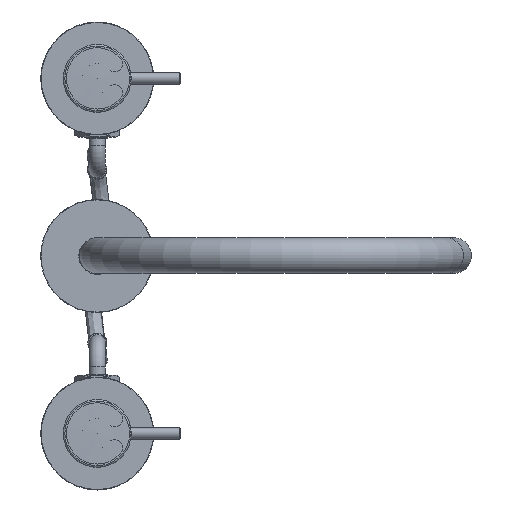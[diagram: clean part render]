
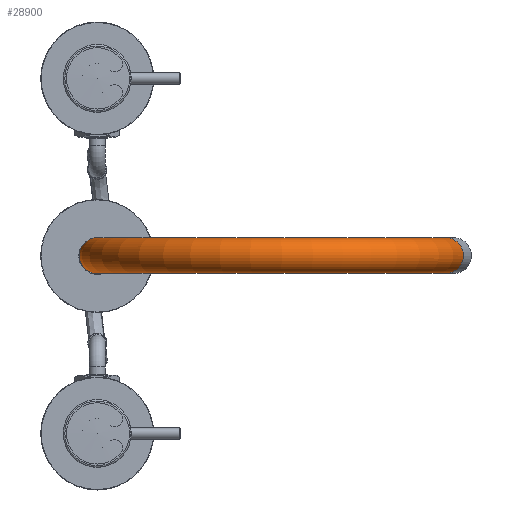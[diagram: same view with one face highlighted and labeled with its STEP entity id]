
A CAD part, top view. The second image highlights one B-rep face of the part: STEP entity #28900.
In plain terms, the highlighted toroidal (fillet/blend) face has major radius 110 mm and minor radius 11 mm.
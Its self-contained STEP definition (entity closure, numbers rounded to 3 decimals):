
#6772=ORIENTED_EDGE('',*,*,#10242,.F.);
#6773=ORIENTED_EDGE('',*,*,#10243,.T.);
#10242=EDGE_CURVE('',#12304,#12304,#13797,.T.);
#10243=EDGE_CURVE('',#12305,#12305,#13798,.T.);
#12304=VERTEX_POINT('',#46400);
#12305=VERTEX_POINT('',#46403);
#13797=CIRCLE('',#31571,11.);
#13798=CIRCLE('',#31573,11.);
#15551=EDGE_LOOP('',(#6772));
#15552=EDGE_LOOP('',(#6773));
#17872=FACE_BOUND('',#15551,.T.);
#17873=FACE_BOUND('',#15552,.T.);
#19192=TOROIDAL_SURFACE('',#31572,110.,11.);
#28900=ADVANCED_FACE('',(#17872,#17873),#19192,.T.);
#31571=AXIS2_PLACEMENT_3D('',#46399,#36470,#36471);
#31572=AXIS2_PLACEMENT_3D('',#46401,#36472,#36473);
#31573=AXIS2_PLACEMENT_3D('',#46402,#36474,#36475);
#36470=DIRECTION('',(0.259,-0.966,0.));
#36471=DIRECTION('',(0.,0.,1.));
#36472=DIRECTION('',(0.,0.,-1.));
#36473=DIRECTION('',(-1.,0.,0.));
#36474=DIRECTION('',(0.,1.,0.));
#36475=DIRECTION('',(0.,0.,1.));
#46399=CARTESIAN_POINT('',(216.252,164.87,0.));
#46400=CARTESIAN_POINT('',(216.252,164.87,11.));
#46401=CARTESIAN_POINT('',(110.,136.4,0.));
#46402=CARTESIAN_POINT('',(0.,136.4,0.));
#46403=CARTESIAN_POINT('',(0.,136.4,11.));
